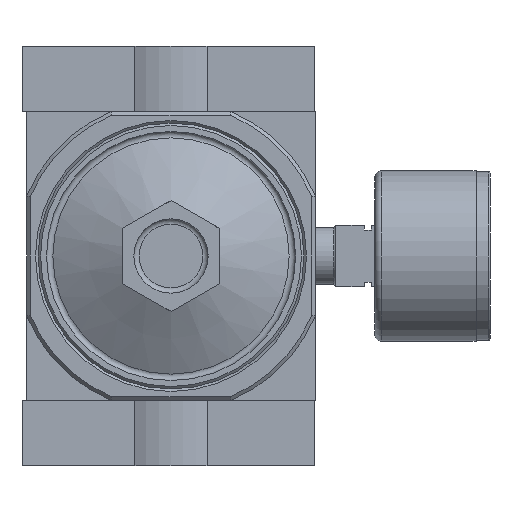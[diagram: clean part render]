
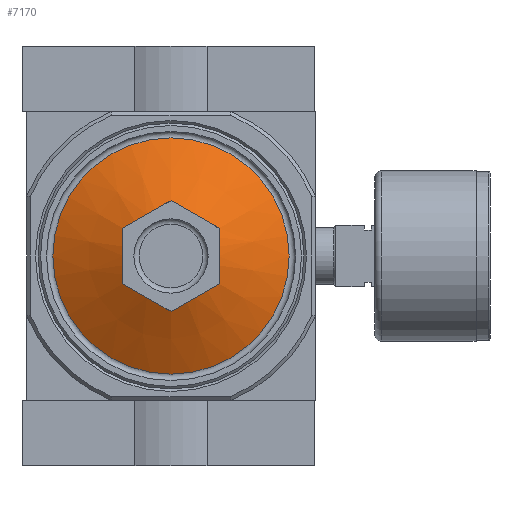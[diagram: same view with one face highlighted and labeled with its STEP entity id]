
A CAD part, front view. The second image highlights one B-rep face of the part: STEP entity #7170.
In plain terms, the highlighted conical face has half-angle 62 degrees and reference radius 27.03 mm.
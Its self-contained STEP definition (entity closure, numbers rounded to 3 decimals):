
#113=CONICAL_SURFACE('',#7682,27.031,1.082);
#247=B_SPLINE_CURVE_WITH_KNOTS('',3,(#10790,#10791,#10792,#10793,#10794,
#10795),.UNSPECIFIED.,.F.,.F.,(4,1,1,4),(0.,0.006,
0.01,0.013),.UNSPECIFIED.);
#248=B_SPLINE_CURVE_WITH_KNOTS('',3,(#10798,#10799,#10800,#10801,#10802,
#10803),.UNSPECIFIED.,.F.,.F.,(4,1,1,4),(0.,0.006,
0.01,0.013),.UNSPECIFIED.);
#249=B_SPLINE_CURVE_WITH_KNOTS('',3,(#10805,#10806,#10807,#10808,#10809,
#10810),.UNSPECIFIED.,.F.,.F.,(4,1,1,4),(0.016,0.023,
0.026,0.029),.UNSPECIFIED.);
#250=B_SPLINE_CURVE_WITH_KNOTS('',3,(#10812,#10813,#10814,#10815,#10816,
#10817),.UNSPECIFIED.,.F.,.F.,(4,1,1,4),(0.,0.006,
0.01,0.013),.UNSPECIFIED.);
#251=B_SPLINE_CURVE_WITH_KNOTS('',3,(#10819,#10820,#10821,#10822,#10823,
#10824),.UNSPECIFIED.,.F.,.F.,(4,1,1,4),(0.,0.006,
0.01,0.013),.UNSPECIFIED.);
#252=B_SPLINE_CURVE_WITH_KNOTS('',3,(#10826,#10827,#10828,#10829,#10830,
#10831),.UNSPECIFIED.,.F.,.F.,(4,1,1,4),(0.016,0.023,
0.026,0.029),.UNSPECIFIED.);
#1412=ORIENTED_EDGE('',*,*,#2891,.F.);
#1413=ORIENTED_EDGE('',*,*,#2892,.F.);
#1414=ORIENTED_EDGE('',*,*,#2893,.F.);
#1415=ORIENTED_EDGE('',*,*,#2894,.F.);
#1416=ORIENTED_EDGE('',*,*,#2895,.F.);
#1417=ORIENTED_EDGE('',*,*,#2896,.F.);
#1418=ORIENTED_EDGE('',*,*,#2897,.T.);
#2891=EDGE_CURVE('',#3590,#3591,#247,.T.);
#2892=EDGE_CURVE('',#3592,#3590,#248,.T.);
#2893=EDGE_CURVE('',#3593,#3592,#249,.T.);
#2894=EDGE_CURVE('',#3594,#3593,#250,.T.);
#2895=EDGE_CURVE('',#3595,#3594,#251,.T.);
#2896=EDGE_CURVE('',#3591,#3595,#252,.T.);
#2897=EDGE_CURVE('',#3596,#3596,#4091,.T.);
#3590=VERTEX_POINT('',#10796);
#3591=VERTEX_POINT('',#10797);
#3592=VERTEX_POINT('',#10804);
#3593=VERTEX_POINT('',#10811);
#3594=VERTEX_POINT('',#10818);
#3595=VERTEX_POINT('',#10825);
#3596=VERTEX_POINT('',#10833);
#4091=CIRCLE('',#7683,27.031);
#4410=EDGE_LOOP('',(#1412,#1413,#1414,#1415,#1416,#1417));
#4411=EDGE_LOOP('',(#1418));
#4969=FACE_BOUND('',#4410,.T.);
#4970=FACE_BOUND('',#4411,.T.);
#7170=ADVANCED_FACE('',(#4969,#4970),#113,.T.);
#7682=AXIS2_PLACEMENT_3D('',#10789,#8649,#8650);
#7683=AXIS2_PLACEMENT_3D('',#10832,#8651,#8652);
#8649=DIRECTION('',(0.,1.,0.));
#8650=DIRECTION('',(0.,0.,1.));
#8651=DIRECTION('',(0.,-1.,0.));
#8652=DIRECTION('',(0.,0.,-1.));
#10789=CARTESIAN_POINT('',(0.,-28.876,0.));
#10790=CARTESIAN_POINT('',(12.702,-36.495,0.));
#10791=CARTESIAN_POINT('',(11.662,-37.048,1.802));
#10792=CARTESIAN_POINT('',(10.073,-37.574,4.554));
#10793=CARTESIAN_POINT('',(7.917,-37.228,8.287));
#10794=CARTESIAN_POINT('',(6.871,-36.772,10.098));
#10795=CARTESIAN_POINT('',(6.351,-36.495,11.));
#10796=CARTESIAN_POINT('',(12.702,-36.495,0.));
#10797=CARTESIAN_POINT('',(6.351,-36.495,11.));
#10798=CARTESIAN_POINT('',(6.351,-36.495,-11.));
#10799=CARTESIAN_POINT('',(7.391,-37.048,-9.198));
#10800=CARTESIAN_POINT('',(8.98,-37.574,-6.446));
#10801=CARTESIAN_POINT('',(11.135,-37.228,-2.713));
#10802=CARTESIAN_POINT('',(12.181,-36.772,-0.902));
#10803=CARTESIAN_POINT('',(12.702,-36.495,0.));
#10804=CARTESIAN_POINT('',(6.351,-36.495,-11.));
#10805=CARTESIAN_POINT('',(-6.351,-36.495,-11.));
#10806=CARTESIAN_POINT('',(-4.278,-37.046,-11.));
#10807=CARTESIAN_POINT('',(-1.115,-37.574,-11.));
#10808=CARTESIAN_POINT('',(3.23,-37.227,-11.));
#10809=CARTESIAN_POINT('',(5.315,-36.771,-11.));
#10810=CARTESIAN_POINT('',(6.351,-36.495,-11.));
#10811=CARTESIAN_POINT('',(-6.351,-36.495,-11.));
#10812=CARTESIAN_POINT('',(-12.702,-36.495,0.));
#10813=CARTESIAN_POINT('',(-11.662,-37.048,-1.802));
#10814=CARTESIAN_POINT('',(-10.073,-37.574,-4.554));
#10815=CARTESIAN_POINT('',(-7.917,-37.228,-8.287));
#10816=CARTESIAN_POINT('',(-6.871,-36.772,-10.098));
#10817=CARTESIAN_POINT('',(-6.351,-36.495,-11.));
#10818=CARTESIAN_POINT('',(-12.702,-36.495,0.));
#10819=CARTESIAN_POINT('',(-6.351,-36.495,11.));
#10820=CARTESIAN_POINT('',(-7.391,-37.048,9.198));
#10821=CARTESIAN_POINT('',(-8.98,-37.574,6.446));
#10822=CARTESIAN_POINT('',(-11.135,-37.228,2.713));
#10823=CARTESIAN_POINT('',(-12.181,-36.772,0.902));
#10824=CARTESIAN_POINT('',(-12.702,-36.495,0.));
#10825=CARTESIAN_POINT('',(-6.351,-36.495,11.));
#10826=CARTESIAN_POINT('',(6.351,-36.495,11.));
#10827=CARTESIAN_POINT('',(4.278,-37.046,11.));
#10828=CARTESIAN_POINT('',(1.115,-37.574,11.));
#10829=CARTESIAN_POINT('',(-3.23,-37.227,11.));
#10830=CARTESIAN_POINT('',(-5.315,-36.771,11.));
#10831=CARTESIAN_POINT('',(-6.351,-36.495,11.));
#10832=CARTESIAN_POINT('',(0.,-28.876,0.));
#10833=CARTESIAN_POINT('',(0.,-28.876,-27.031));
